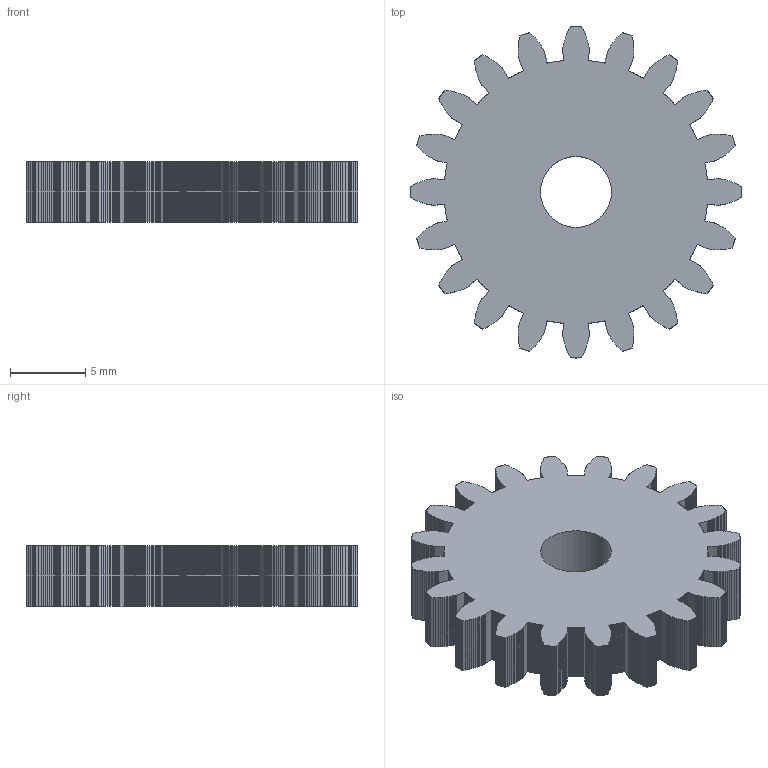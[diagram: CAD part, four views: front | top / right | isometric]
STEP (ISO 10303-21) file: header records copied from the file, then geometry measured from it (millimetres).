
FILE_DESCRIPTION (( 'STEP AP214' ), '1' );
FILE_NAME ('Gear20T.STEP', '2025-06-18T05:42:54', ( '' ), ( '' ), 'SwSTEP 2.0', 'SolidWorks 2024', '' );
FILE_SCHEMA (( 'AUTOMOTIVE_DESIGN' ));
Length unit declared in the file: millimetre
Products named in the file (1): Gear20T_Servo
Bounding box: 22 x 22 x 4 mm (x, y, z)
Volume: 1156.6 mm3; surface area: 1163.9 mm2
Topology: 1 solids, 1 shells, 1564 faces, 4686 edges, 3124 vertices
Faces by surface type: plane 1562, cylinder 2
Entity records: 51601 total; most frequent: CARTESIAN_POINT 9375, ORIENTED_EDGE 9372, DIRECTION 7820, EDGE_CURVE 4686, LINE 4682, VECTOR 4682, VERTEX_POINT 3124, AXIS2_PLACEMENT_3D 1569
